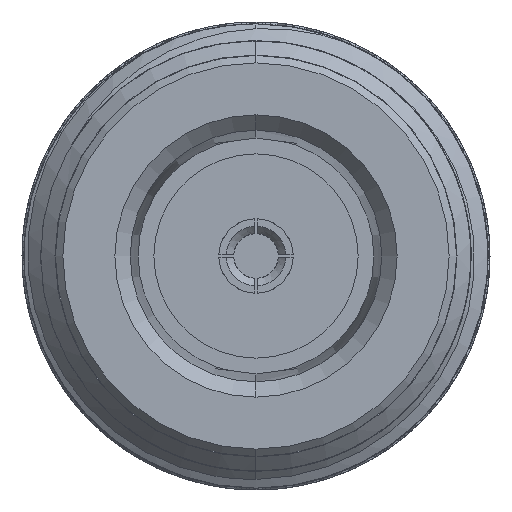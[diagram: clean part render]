
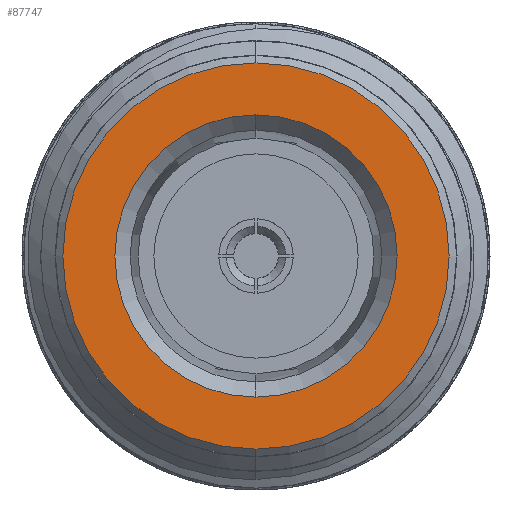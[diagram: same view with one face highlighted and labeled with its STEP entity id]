
A CAD part, left-side view. The second image highlights one B-rep face of the part: STEP entity #87747.
In plain terms, the highlighted planar face has unit normal (-1, 0, 0).
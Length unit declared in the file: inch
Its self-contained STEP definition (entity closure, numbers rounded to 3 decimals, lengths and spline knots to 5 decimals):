
#119 = VERTEX_POINT ( 'NONE', #41824 ) ;
#448 = FACE_OUTER_BOUND ( 'NONE', #60632, .T. ) ;
#2164 = VERTEX_POINT ( 'NONE', #94583 ) ;
#4078 = EDGE_CURVE ( 'NONE', #2164, #95634, #7462, .T. ) ;
#5587 = CARTESIAN_POINT ( 'NONE',  ( 0., 0., -0.19 ) ) ;
#7462 = CIRCLE ( 'NONE', #87631, 0.19 ) ;
#8194 = DIRECTION ( 'NONE',  ( 1., 0., 0. ) ) ;
#9921 = DIRECTION ( 'NONE',  ( 0., 0., 1. ) ) ;
#12283 = CIRCLE ( 'NONE', #70359, 0.26 ) ;
#12460 = CARTESIAN_POINT ( 'NONE',  ( 0., 0., 0. ) ) ;
#18915 = PLANE ( 'NONE',  #34979 ) ;
#23504 = CIRCLE ( 'NONE', #87055, 0.19 ) ;
#24964 = DIRECTION ( 'NONE',  ( -1., 0., 0. ) ) ;
#29072 = CARTESIAN_POINT ( 'NONE',  ( 0., 0., 0. ) ) ;
#34979 = AXIS2_PLACEMENT_3D ( 'NONE', #42527, #59872, #99473 ) ;
#35285 = AXIS2_PLACEMENT_3D ( 'NONE', #29072, #79232, #62849 ) ;
#36898 = CARTESIAN_POINT ( 'NONE',  ( 0., 0., -0.26 ) ) ;
#39354 = ORIENTED_EDGE ( 'NONE', *, *, #67460, .T. ) ;
#41824 = CARTESIAN_POINT ( 'NONE',  ( 0., 0., 0.26 ) ) ;
#42527 = CARTESIAN_POINT ( 'NONE',  ( 0., 0., 0. ) ) ;
#45290 = EDGE_LOOP ( 'NONE', ( #69507, #95797 ) ) ;
#59872 = DIRECTION ( 'NONE',  ( -1., 0., 0. ) ) ;
#60210 = DIRECTION ( 'NONE',  ( 1., 0., 0. ) ) ;
#60632 = EDGE_LOOP ( 'NONE', ( #94534, #39354 ) ) ;
#62849 = DIRECTION ( 'NONE',  ( 0., 0., 1. ) ) ;
#67460 = EDGE_CURVE ( 'NONE', #119, #99440, #12283, .T. ) ;
#68019 = FACE_BOUND ( 'NONE', #45290, .T. ) ;
#69507 = ORIENTED_EDGE ( 'NONE', *, *, #4078, .T. ) ;
#69743 = EDGE_CURVE ( 'NONE', #95634, #2164, #23504, .T. ) ;
#70359 = AXIS2_PLACEMENT_3D ( 'NONE', #73698, #24964, #9921 ) ;
#73698 = CARTESIAN_POINT ( 'NONE',  ( 0., 0., 0. ) ) ;
#79232 = DIRECTION ( 'NONE',  ( -1., 0., 0. ) ) ;
#80292 = DIRECTION ( 'NONE',  ( 0., 0., 1. ) ) ;
#84169 = EDGE_CURVE ( 'NONE', #99440, #119, #87577, .T. ) ;
#87055 = AXIS2_PLACEMENT_3D ( 'NONE', #93697, #60210, #101920 ) ;
#87577 = CIRCLE ( 'NONE', #35285, 0.26 ) ;
#87631 = AXIS2_PLACEMENT_3D ( 'NONE', #12460, #8194, #80292 ) ;
#87747 = ADVANCED_FACE ( 'NONE', ( #448, #68019 ), #18915, .T. ) ;
#93697 = CARTESIAN_POINT ( 'NONE',  ( 0., 0., 0. ) ) ;
#94534 = ORIENTED_EDGE ( 'NONE', *, *, #84169, .T. ) ;
#94583 = CARTESIAN_POINT ( 'NONE',  ( 0., 0., 0.19 ) ) ;
#95634 = VERTEX_POINT ( 'NONE', #5587 ) ;
#95797 = ORIENTED_EDGE ( 'NONE', *, *, #69743, .T. ) ;
#99440 = VERTEX_POINT ( 'NONE', #36898 ) ;
#99473 = DIRECTION ( 'NONE',  ( 0., 0., 1. ) ) ;
#101920 = DIRECTION ( 'NONE',  ( 0., 0., 1. ) ) ;
